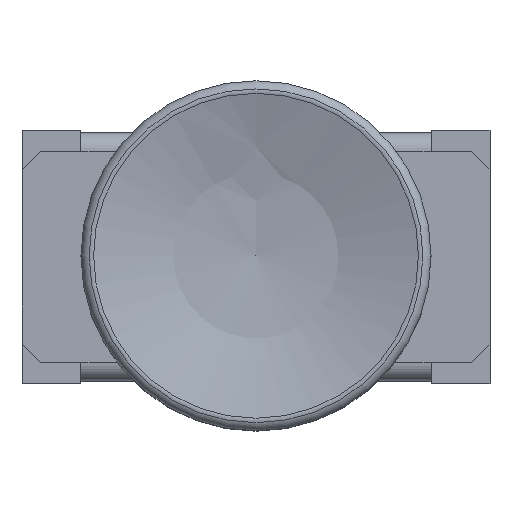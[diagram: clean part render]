
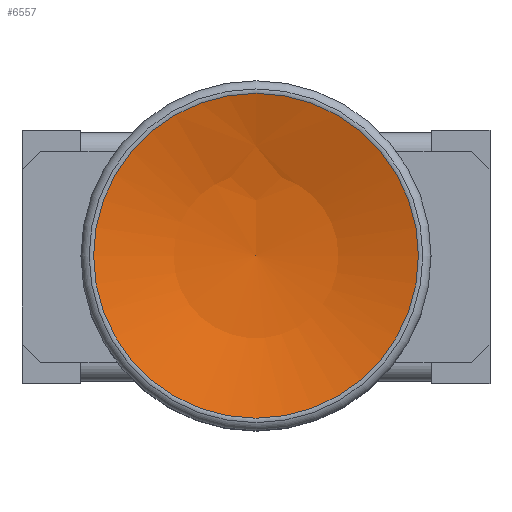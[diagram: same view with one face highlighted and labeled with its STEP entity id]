
A CAD part, top view. The second image highlights one B-rep face of the part: STEP entity #6557.
In plain terms, the highlighted spherical face has radius 12.85 mm.
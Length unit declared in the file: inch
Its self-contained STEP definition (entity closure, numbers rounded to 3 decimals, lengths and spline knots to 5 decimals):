
#64=SPHERICAL_SURFACE('',#7049,0.50591);
#657=FACE_OUTER_BOUND('',#1037,.T.);
#1037=EDGE_LOOP('',(#5741,#5742,#5743));
#2496=CIRCLE('',#7048,0.17352);
#2497=CIRCLE('',#7050,0.50591);
#3092=VERTEX_POINT('',#11393);
#3093=VERTEX_POINT('',#11397);
#3999=EDGE_CURVE('',#3092,#3092,#2496,.T.);
#4000=EDGE_CURVE('',#3092,#3093,#2497,.T.);
#5741=ORIENTED_EDGE('',*,*,#3999,.F.);
#5742=ORIENTED_EDGE('',*,*,#4000,.T.);
#5743=ORIENTED_EDGE('',*,*,#4000,.F.);
#6557=ADVANCED_FACE('',(#657),#64,.F.);
#7048=AXIS2_PLACEMENT_3D('',#11395,#8542,#8543);
#7049=AXIS2_PLACEMENT_3D('',#11396,#8544,#8545);
#7050=AXIS2_PLACEMENT_3D('',#11398,#8546,#8547);
#8542=DIRECTION('center_axis',(0.,0.,
-1.));
#8543=DIRECTION('ref_axis',(0.,1.,0.));
#8544=DIRECTION('center_axis',(0.,0.,
-1.));
#8545=DIRECTION('ref_axis',(0.,-1.,0.));
#8546=DIRECTION('center_axis',(-1.,0.,0.));
#8547=DIRECTION('ref_axis',(0.,1.,0.));
#11393=CARTESIAN_POINT('',(0.,0.17352,1.03915));
#11395=CARTESIAN_POINT('Origin',(0.,0.,
1.03915));
#11396=CARTESIAN_POINT('Origin',(0.,0.,
1.51437));
#11397=CARTESIAN_POINT('',(0.,0.,
1.00846));
#11398=CARTESIAN_POINT('Origin',(0.,0.,
1.51437));
